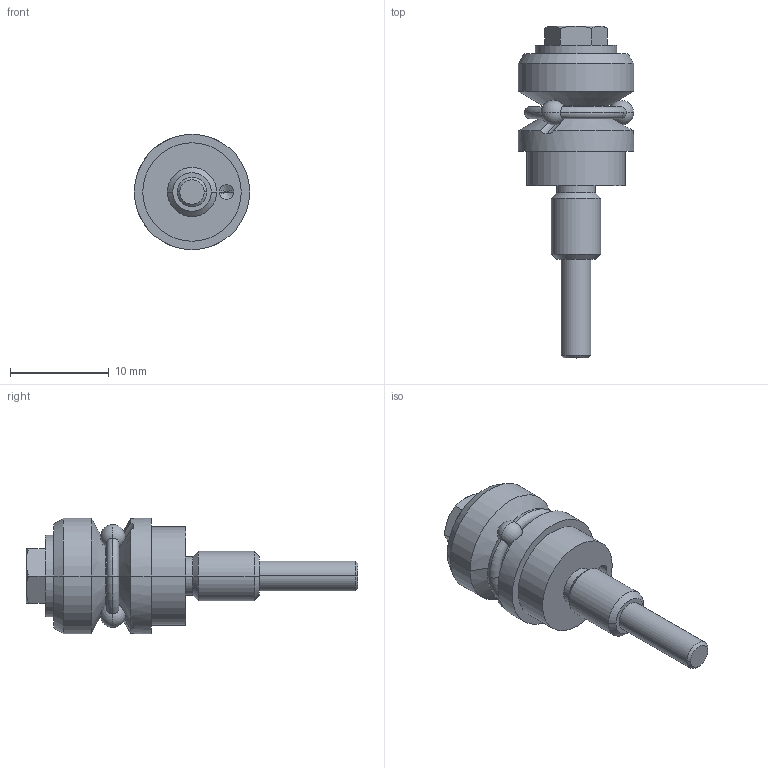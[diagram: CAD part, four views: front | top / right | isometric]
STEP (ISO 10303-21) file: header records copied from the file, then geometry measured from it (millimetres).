
FILE_DESCRIPTION(('STEP AP214'),'1');
FILE_NAME('HALDERN_EH_23340_0312.stp','2017-11-08T12:40:04',('TraceParts'),('TraceParts S.A.'),'Spatial InterOp 3D',' ',' ');
FILE_SCHEMA(('automotive_design'));
Length unit declared in the file: millimetre
Products named in the file (4): HALDERN_EH_23340_0312_1; HALDERN_EH_23340_0312_2; HALDERN_EH_23340_0312_3; HALDERN_EH_23340_0312_4
Bounding box: 11.7 x 33.7 x 11.7 mm (x, y, z)
Volume: 1528.9 mm3; surface area: 1697.6 mm2
Topology: 4 solids, 4 shells, 87 faces, 184 edges, 107 vertices
Faces by surface type: cylinder 30, cone 26, plane 17, torus 8, sphere 6
Entity records: 3619 total; most frequent: CARTESIAN_POINT 1034, DIRECTION 406, ORIENTED_EDGE 364, EDGE_CURVE 182, AXIS2_PLACEMENT_3D 175, VERTEX_POINT 107, EDGE_LOOP 95, STYLED_ITEM 87
